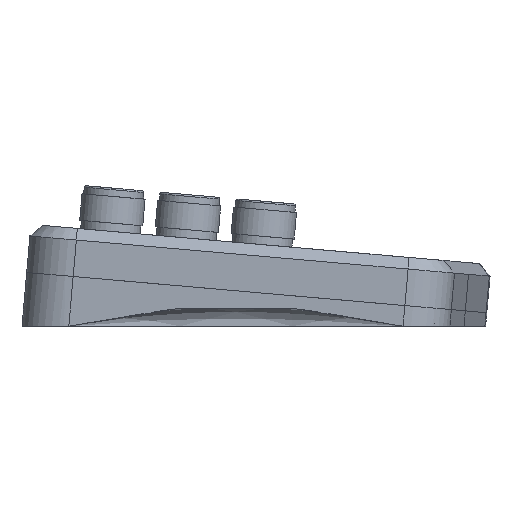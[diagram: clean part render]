
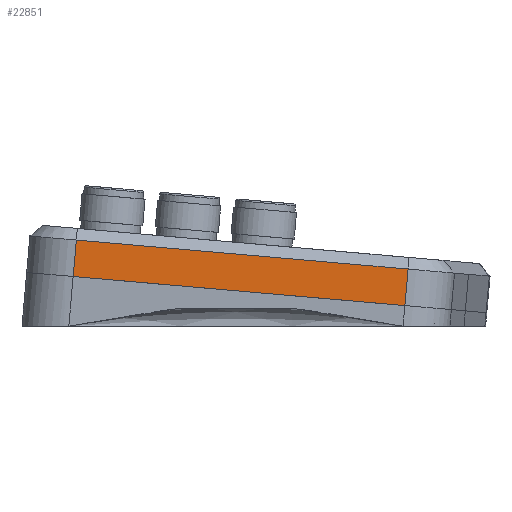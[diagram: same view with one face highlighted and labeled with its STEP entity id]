
A CAD part, left-side view. The second image highlights one B-rep face of the part: STEP entity #22851.
In plain terms, the highlighted planar face has unit normal (-1, 0, 0).
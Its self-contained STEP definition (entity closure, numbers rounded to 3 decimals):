
#1687=FACE_OUTER_BOUND('',#3091,.T.);
#3091=EDGE_LOOP('',(#18991,#18992,#18993,#18994));
#4947=LINE('',#34482,#7430);
#4971=LINE('',#34547,#7454);
#5309=LINE('',#35477,#7792);
#5310=LINE('',#35479,#7793);
#7430=VECTOR('',#28191,10.);
#7454=VECTOR('',#28253,10.);
#7792=VECTOR('',#29223,10.);
#7793=VECTOR('',#29226,10.);
#10329=VERTEX_POINT('',#34479);
#10330=VERTEX_POINT('',#34481);
#10349=VERTEX_POINT('',#34537);
#10351=VERTEX_POINT('',#34543);
#13047=EDGE_CURVE('',#10329,#10330,#4947,.T.);
#13080=EDGE_CURVE('',#10349,#10351,#4971,.T.);
#13545=EDGE_CURVE('',#10329,#10351,#5309,.T.);
#13546=EDGE_CURVE('',#10330,#10349,#5310,.T.);
#18991=ORIENTED_EDGE('',*,*,#13080,.F.);
#18992=ORIENTED_EDGE('',*,*,#13546,.F.);
#18993=ORIENTED_EDGE('',*,*,#13047,.F.);
#18994=ORIENTED_EDGE('',*,*,#13545,.T.);
#21828=PLANE('',#24563);
#22851=ADVANCED_FACE('',(#1687),#21828,.T.);
#24563=AXIS2_PLACEMENT_3D('',#35478,#29224,#29225);
#28191=DIRECTION('',(0.,0.996,0.087));
#28253=DIRECTION('',(0.,-0.996,-0.087));
#29223=DIRECTION('',(0.,-0.087,0.996));
#29224=DIRECTION('center_axis',(-1.,0.,0.));
#29225=DIRECTION('ref_axis',(0.,-0.996,-0.087));
#29226=DIRECTION('',(0.,-0.087,0.996));
#34479=CARTESIAN_POINT('',(-11.999,-19.12,-42.874));
#34481=CARTESIAN_POINT('',(-11.999,80.524,-34.156));
#34482=CARTESIAN_POINT('',(-11.999,80.524,-34.156));
#34537=CARTESIAN_POINT('',(-11.999,79.565,-23.198));
#34543=CARTESIAN_POINT('',(-11.999,-20.078,-31.916));
#34547=CARTESIAN_POINT('',(-11.999,51.982,-25.611));
#35477=CARTESIAN_POINT('',(-11.999,-19.73,-35.9));
#35478=CARTESIAN_POINT('Origin',(-11.999,79.914,-27.183));
#35479=CARTESIAN_POINT('',(-11.999,79.914,-27.183));
